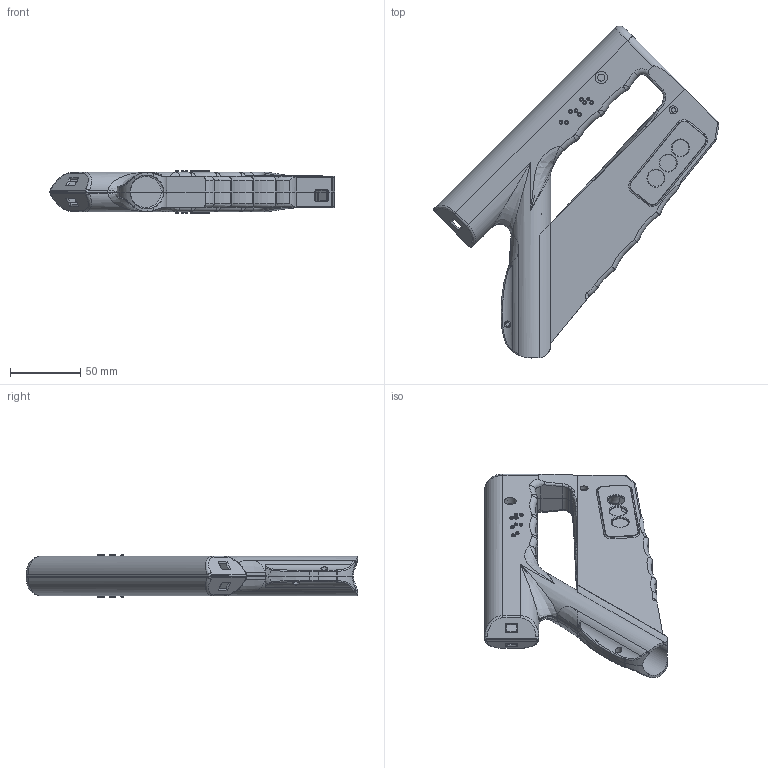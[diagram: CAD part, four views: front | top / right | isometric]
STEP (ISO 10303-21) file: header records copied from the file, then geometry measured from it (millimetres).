
FILE_DESCRIPTION(/* description */ ('','CAx-IF Rec.Pracs.---Representation and Presentation of Product Manufacturing Information (PMI)---4.0---2014-10-13'),/* implementation_level */ '2;1');
FILE_NAME(/* name */ 'TSI BS Final Product (STEP).step',/* time_stamp */ '2025-02-16T09:53:18+05:30',/* author */ (''),/* organization */ (''),/* preprocessor_version */ 'ST-DEVELOPER v20',/* originating_system */ 'Autodesk Translation Framework v13.20.0.188',/* authorisation */ '');
FILE_SCHEMA (('AP242_MANAGED_MODEL_BASED_3D_ENGINEERING_MIM_LF { 1 0 10303 442 1 1 4 }'));
Products named in the file (1): TSI BS Final Product
Bounding box: 202.48 x 235.51 x 30 mm (x, y, z)
Volume: 177359.4 mm3; surface area: 120194.6 mm2
Topology: 2 solids, 2 shells, 756 faces, 1868 edges, 1146 vertices
Faces by surface type: bspline 328, plane 188, cylinder 185, torus 46, cone 7, sphere 2
Full cylindrical faces by diameter (mm): 2.6 x2, 3.1 x2, 3.9 x3, 3.95 x2, 4.4 x5, 4.7 x2, 5 x2, 5.1 x2, 5.7 x2, 6 x2, 6.35 x2, 8.7 x2, 10 x2, 11.8 x3
Entity records: 41301 total; most frequent: CARTESIAN_POINT 25265, ORIENTED_EDGE 3720, DIRECTION 2644, EDGE_CURVE 1860, VERTEX_POINT 1146, AXIS2_PLACEMENT_3D 1003, EDGE_LOOP 830, FACE_OUTER_BOUND 756
